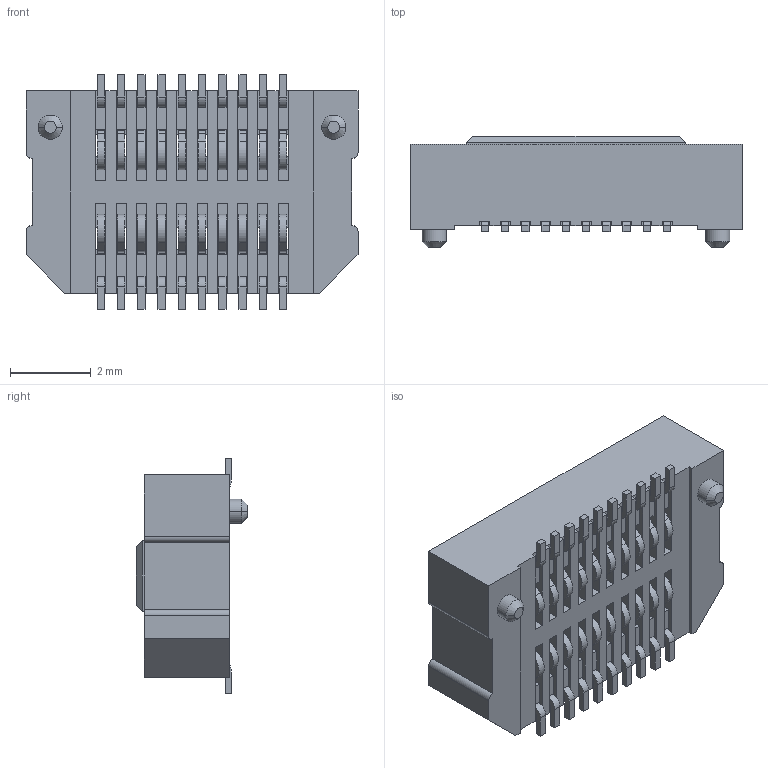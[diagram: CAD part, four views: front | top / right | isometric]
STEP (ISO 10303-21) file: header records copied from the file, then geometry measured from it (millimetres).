
FILE_DESCRIPTION((''),'2;1');
FILE_NAME('FBB05017-F_ASM','2026-01-27T17:06:03',('gongchengVV'),(''),'CREO PARAMETRIC BY PTC INC, 2020033','CREO PARAMETRIC BY PTC INC, 2020033','');
FILE_SCHEMA(('CONFIG_CONTROL_DESIGN'));
Length unit declared in the file: millimetre
Products named in the file (1): FBB05017-F_ASM
Bounding box: 8.2 x 2.75 x 5.8 mm (x, y, z)
Volume: 61.8 mm3; surface area: 285.6 mm2
Topology: 1 solids, 13 shells, 903 faces, 2608 edges, 1714 vertices
Faces by surface type: plane 675, cylinder 184, extrusion 40, cone 4
Entity records: 30265 total; most frequent: CARTESIAN_POINT 6242, ORIENTED_EDGE 5216, DIRECTION 4660, EDGE_CURVE 2608, VECTOR 2188, LINE 2148, VERTEX_POINT 1714, AXIS2_PLACEMENT_3D 1236
